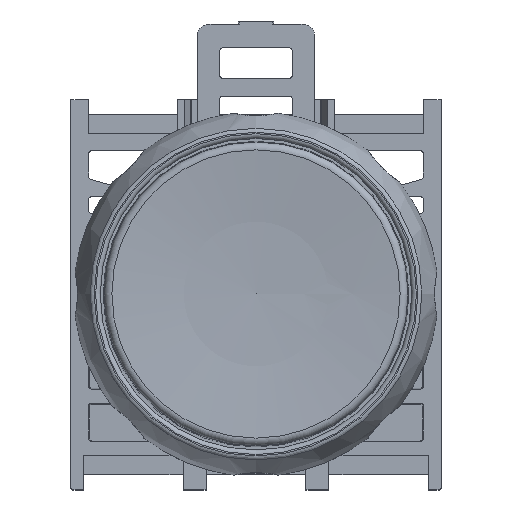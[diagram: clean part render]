
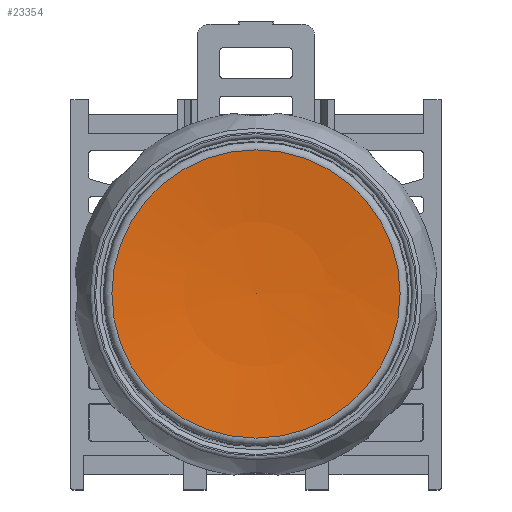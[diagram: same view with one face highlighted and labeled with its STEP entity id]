
A CAD part, top view. The second image highlights one B-rep face of the part: STEP entity #23354.
In plain terms, the highlighted spherical face has radius 106.025 mm.
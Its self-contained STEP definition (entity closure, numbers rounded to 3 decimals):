
#109=SPHERICAL_SURFACE('',#24891,106.025);
#1838=FACE_OUTER_BOUND('',#3096,.T.);
#3096=EDGE_LOOP('',(#17960,#17961,#17962,#17963));
#3993=CIRCLE('',#24888,12.262);
#3994=CIRCLE('',#24889,12.262);
#3996=CIRCLE('',#24892,106.025);
#10285=VERTEX_POINT('',#37406);
#10286=VERTEX_POINT('',#37408);
#10287=VERTEX_POINT('',#37413);
#13018=EDGE_CURVE('',#10285,#10286,#3993,.T.);
#13019=EDGE_CURVE('',#10286,#10285,#3994,.T.);
#13021=EDGE_CURVE('',#10287,#10286,#3996,.T.);
#17960=ORIENTED_EDGE('',*,*,#13019,.F.);
#17961=ORIENTED_EDGE('',*,*,#13021,.F.);
#17962=ORIENTED_EDGE('',*,*,#13021,.T.);
#17963=ORIENTED_EDGE('',*,*,#13018,.F.);
#23354=ADVANCED_FACE('',(#1838),#109,.F.);
#24888=AXIS2_PLACEMENT_3D('',#37409,#29209,#29210);
#24889=AXIS2_PLACEMENT_3D('',#37410,#29211,#29212);
#24891=AXIS2_PLACEMENT_3D('',#37412,#29215,#29216);
#24892=AXIS2_PLACEMENT_3D('',#37414,#29217,#29218);
#29209=DIRECTION('center_axis',(0.,0.,
-1.));
#29210=DIRECTION('ref_axis',(-1.,0.,0.));
#29211=DIRECTION('center_axis',(0.,0.,
-1.));
#29212=DIRECTION('ref_axis',(-1.,0.,0.));
#29215=DIRECTION('center_axis',(0.,0.,
1.));
#29216=DIRECTION('ref_axis',(-1.,0.,0.));
#29217=DIRECTION('center_axis',(0.,-1.,0.));
#29218=DIRECTION('ref_axis',(1.,0.,0.));
#37406=CARTESIAN_POINT('',(-12.262,0.,20.261));
#37408=CARTESIAN_POINT('',(12.262,0.,20.261));
#37409=CARTESIAN_POINT('Origin',(0.,0.,
20.261));
#37410=CARTESIAN_POINT('Origin',(0.,0.,
20.261));
#37412=CARTESIAN_POINT('Origin',(0.,0.,
125.575));
#37413=CARTESIAN_POINT('',(0.,0.,19.55));
#37414=CARTESIAN_POINT('Origin',(0.,0.,
125.575));
